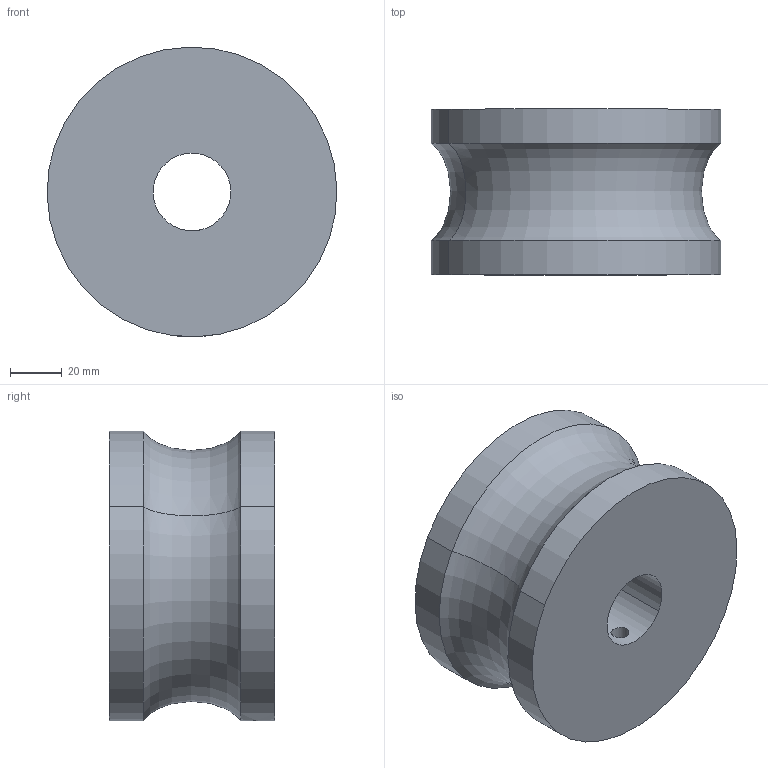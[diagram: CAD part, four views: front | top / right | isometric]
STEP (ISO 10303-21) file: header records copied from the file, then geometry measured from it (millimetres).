
FILE_DESCRIPTION(('CATIA V5 STEP Exchange'),'2;1');
FILE_NAME('GALET.stp','2019-04-15T11:32:09+00:00',('none'),('none'),'CATIA Version 5 Release 18 GA (IN-10)','CATIA V5 STEP AP203','none');
FILE_SCHEMA(('CONFIG_CONTROL_DESIGN'));
Length unit declared in the file: millimetre
Products named in the file (1): Part2
Bounding box: 111.97 x 64 x 111.98 mm (x, y, z)
Volume: 515757.5 mm3; surface area: 47841.7 mm2
Topology: 1 solids, 1 shells, 12 faces, 26 edges, 16 vertices
Faces by surface type: cylinder 8, plane 2, revolution 2
Entity records: 451 total; most frequent: CARTESIAN_POINT 170, ORIENTED_EDGE 52, DIRECTION 32, EDGE_CURVE 26, AXIS2_PLACEMENT_3D 18, EDGE_LOOP 16, VERTEX_POINT 16, ADVANCED_FACE 12
